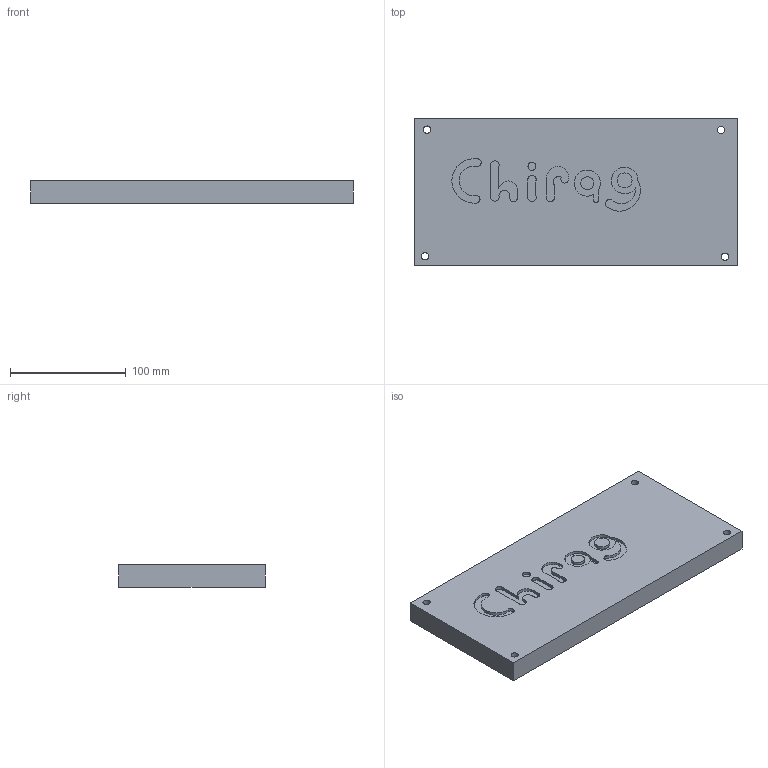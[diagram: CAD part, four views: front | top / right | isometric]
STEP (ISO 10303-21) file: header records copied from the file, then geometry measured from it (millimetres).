
FILE_DESCRIPTION(/* description */ (''),/* implementation_level */ '2;1');
FILE_NAME(/* name */ 'chirag.stp',/* time_stamp */ '2016-09-23T13:14:53-04:00',/* author */ ('jhaun'),/* organization */ (''),/* preprocessor_version */ 'ST-DEVELOPER v16.1',/* originating_system */ 'Autodesk Inventor 2016',/* authorisation */ '');
FILE_SCHEMA (('AUTOMOTIVE_DESIGN { 1 0 10303 214 3 1 1 }'));
Length unit declared in the file: inch
Products named in the file (1): chirag
Bounding box: 279.4 x 127 x 19.05 mm (x, y, z)
Volume: 668165.8 mm3; surface area: 89618.6 mm2
Topology: 1 solids, 1 shells, 52 faces, 127 edges, 86 vertices
Faces by surface type: cylinder 28, plane 24
Full cylindrical faces by diameter (mm): 6.35 x4, 6.952 x1, 11.268 x1, 12.839 x1
Entity records: 1530 total; most frequent: DIRECTION 278, CARTESIAN_POINT 251, ORIENTED_EDGE 232, EDGE_CURVE 116, AXIS2_PLACEMENT_3D 109, VERTEX_POINT 82, EDGE_LOOP 76, LINE 60
